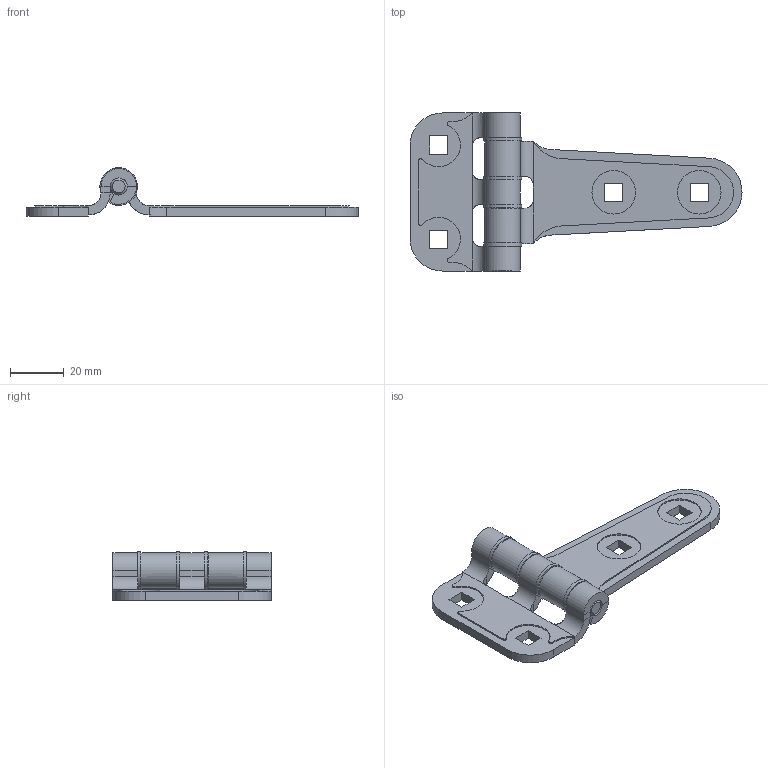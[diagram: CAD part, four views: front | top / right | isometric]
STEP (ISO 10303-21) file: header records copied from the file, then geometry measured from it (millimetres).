
FILE_DESCRIPTION(/* description */ ('S.S. HINGE W/ 3.5 IN STRAP'),/* implementation_level */ '2;1');
FILE_NAME(/* name */ '6515-SSP.stp',/* time_stamp */ '2023-11-21T12:55:14-05:00',/* author */ ('dtinay'),/* organization */ ('Eberhard Manufacturing Company'),/* preprocessor_version */ 'ST-DEVELOPER v20',/* originating_system */ 'Autodesk Inventor 2024',/* authorisation */ '');
FILE_SCHEMA (('AUTOMOTIVE_DESIGN { 1 0 10303 214 3 1 1 }'));
Length unit declared in the file: inch
Products named in the file (5): 6515-SSP; 6515-SS2; 3-6515-SS3; 6515-SS4; 6515-SS1
Assembly tree (7 placements, depth 2):
  6515-SSP
    6515-SS2
    3-6515-SS3
    6515-SS4  x4
    6515-SS1
Bounding box: 123.34 x 58.72 x 18.1 mm (x, y, z)
Volume: 20479.7 mm3; surface area: 16433.8 mm2
Topology: 7 solids, 7 shells, 303 faces, 757 edges, 491 vertices
Faces by surface type: plane 195, cylinder 70, bspline 36, cone 2
Full cylindrical faces by diameter (mm): 3.81 x2, 6.35 x3, 6.604 x4, 13.995 x4, 16.18 x4
Entity records: 9363 total; most frequent: CARTESIAN_POINT 2262, ORIENTED_EDGE 1478, DIRECTION 1317, EDGE_CURVE 739, LINE 527, VECTOR 527, VERTEX_POINT 478, AXIS2_PLACEMENT_3D 395
